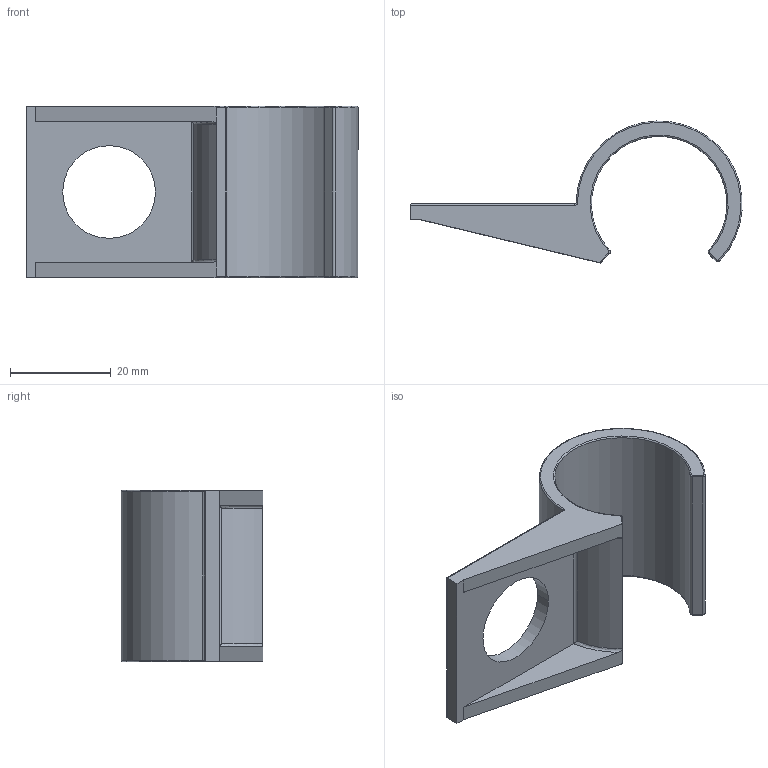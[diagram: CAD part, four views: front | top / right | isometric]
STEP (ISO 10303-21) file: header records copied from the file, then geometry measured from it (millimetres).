
FILE_DESCRIPTION((''),'2;1');
FILE_NAME('163694_SW','2012-02-27T',('banengservice'),('BANNER ENGINEERING'),'PRO/ENGINEER BY PARAMETRIC TECHNOLOGY CORPORATION, 2009141','PRO/ENGINEER BY PARAMETRIC TECHNOLOGY CORPORATION, 2009141','');
FILE_SCHEMA(('CONFIG_CONTROL_DESIGN'));
Length unit declared in the file: inch
Products named in the file (1): 163694_SW
Bounding box: 65.99 x 28.17 x 34.04 mm (x, y, z)
Volume: 10737.9 mm3; surface area: 7969.7 mm2
Topology: 1 solids, 1 shells, 42 faces, 100 edges, 60 vertices
Faces by surface type: cylinder 17, plane 11, torus 11, bspline 3
Entity records: 1336 total; most frequent: CARTESIAN_POINT 317, DIRECTION 214, ORIENTED_EDGE 200, EDGE_CURVE 100, AXIS2_PLACEMENT_3D 86, VERTEX_POINT 60, CIRCLE 47, EDGE_LOOP 44
